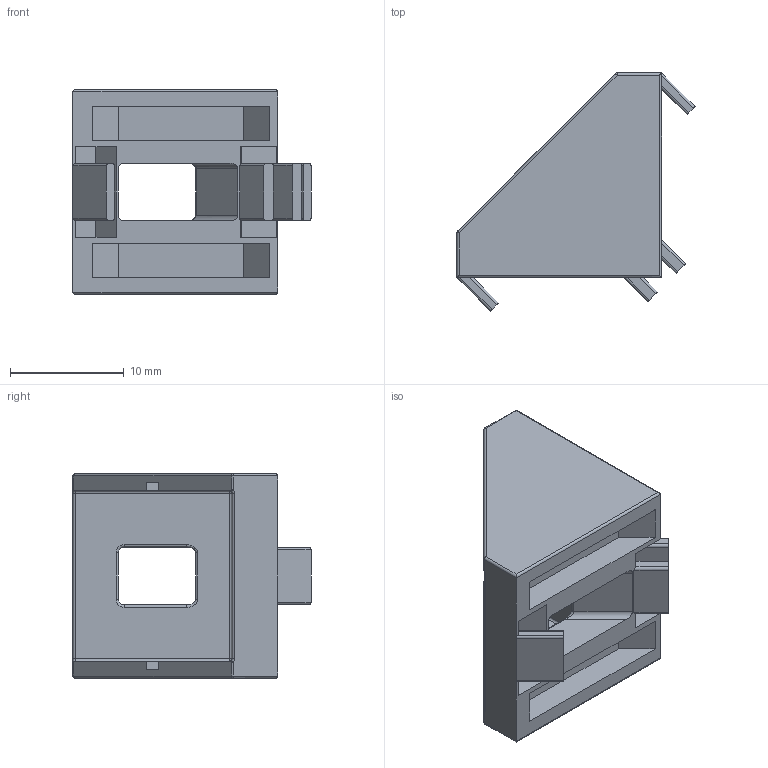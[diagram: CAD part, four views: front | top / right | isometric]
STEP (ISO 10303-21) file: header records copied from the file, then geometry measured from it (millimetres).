
FILE_DESCRIPTION (( 'STEP AP214' ), '1' );
FILE_NAME ('2020L+cover.STEP', '2021-06-03T14:58:26', ( '' ), ( '' ), 'SwSTEP 2.0', 'SolidWorks 2018', '' );
FILE_SCHEMA (( 'AUTOMOTIVE_DESIGN' ));
Length unit declared in the file: millimetre
Products named in the file (1): 2020L+cover
Bounding box: 20.95 x 20.95 x 18 mm (x, y, z)
Volume: 1854.7 mm3; surface area: 2426.3 mm2
Topology: 1 solids, 1 shells, 154 faces, 396 edges, 244 vertices
Faces by surface type: plane 83, cylinder 53, torus 8, sphere 6, bspline 4
Entity records: 4728 total; most frequent: CARTESIAN_POINT 1017, ORIENTED_EDGE 784, DIRECTION 750, EDGE_CURVE 392, VECTOR 268, LINE 268, VERTEX_POINT 244, AXIS2_PLACEMENT_3D 241
